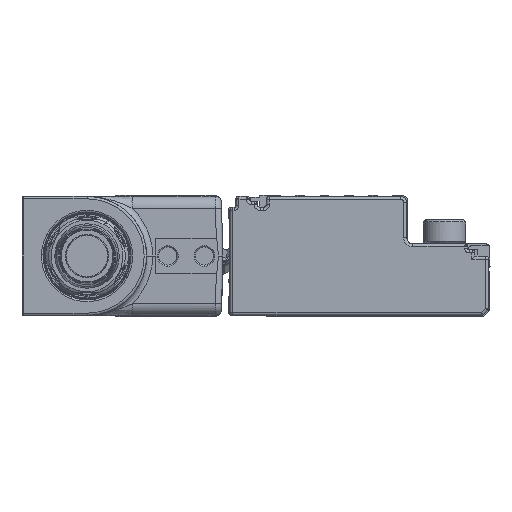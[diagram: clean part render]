
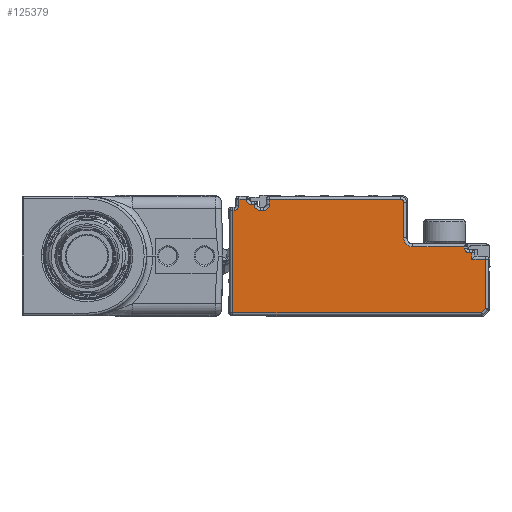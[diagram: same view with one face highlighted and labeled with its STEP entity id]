
A CAD part, left-side view. The second image highlights one B-rep face of the part: STEP entity #125379.
In plain terms, the highlighted planar face has unit normal (-1, 0, 0).
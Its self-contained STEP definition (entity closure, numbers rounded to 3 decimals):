
#123198=AXIS2_PLACEMENT_3D('Circle Axis2P3D',#123196,#123197,$) ;
#123269=AXIS2_PLACEMENT_3D('Circle Axis2P3D',#123267,#123268,$) ;
#123373=AXIS2_PLACEMENT_3D('Circle Axis2P3D',#123371,#123372,$) ;
#125273=AXIS2_PLACEMENT_3D('Plane Axis2P3D',#125270,#125271,#125272) ;
#125284=AXIS2_PLACEMENT_3D('Circle Axis2P3D',#125282,#125283,$) ;
#125305=AXIS2_PLACEMENT_3D('Circle Axis2P3D',#125303,#125304,$) ;
#125319=AXIS2_PLACEMENT_3D('Circle Axis2P3D',#125317,#125318,$) ;
#125338=AXIS2_PLACEMENT_3D('Circle Axis2P3D',#125336,#125337,$) ;
#122826=CARTESIAN_POINT('Vertex',(-228.,42.3,-7.3)) ;
#122849=CARTESIAN_POINT('Vertex',(-228.,1.407,-7.3)) ;
#122852=CARTESIAN_POINT('Line Origine',(-228.,23.168,-7.3)) ;
#122889=CARTESIAN_POINT('Vertex',(-228.,0.7,-6.593)) ;
#122892=CARTESIAN_POINT('Line Origine',(-228.,-1.246,-4.646)) ;
#123138=CARTESIAN_POINT('Line Origine',(-228.,21.5,11.3)) ;
#123142=CARTESIAN_POINT('Vertex',(-228.,40.1,11.3)) ;
#123144=CARTESIAN_POINT('Vertex',(-228.,41.3,11.3)) ;
#123196=CARTESIAN_POINT('Axis2P3D Location',(-228.,39.3,11.3)) ;
#123200=CARTESIAN_POINT('Vertex',(-228.,39.3,10.5)) ;
#123233=CARTESIAN_POINT('Vertex',(-228.,14.2,10.8)) ;
#123236=CARTESIAN_POINT('Line Origine',(-228.,14.2,2.)) ;
#123240=CARTESIAN_POINT('Vertex',(-228.,14.2,5.)) ;
#123267=CARTESIAN_POINT('Axis2P3D Location',(-228.,12.7,5.)) ;
#123271=CARTESIAN_POINT('Vertex',(-228.,12.7,3.5)) ;
#123299=CARTESIAN_POINT('Vertex',(-228.,4.2,3.5)) ;
#123307=CARTESIAN_POINT('Line Origine',(-228.,21.5,3.5)) ;
#123333=CARTESIAN_POINT('Line Origine',(-228.,4.2,2.)) ;
#123337=CARTESIAN_POINT('Vertex',(-228.,4.2,3.3)) ;
#123371=CARTESIAN_POINT('Axis2P3D Location',(-228.,3.4,3.3)) ;
#123375=CARTESIAN_POINT('Vertex',(-228.,3.4,2.5)) ;
#123403=CARTESIAN_POINT('Vertex',(-228.,3.,2.5)) ;
#123411=CARTESIAN_POINT('Line Origine',(-228.,21.5,2.5)) ;
#125227=CARTESIAN_POINT('Line Origine',(-228.,42.3,2.)) ;
#125231=CARTESIAN_POINT('Vertex',(-228.,42.3,9.5)) ;
#125255=CARTESIAN_POINT('Vertex',(-228.,0.7,1.5)) ;
#125258=CARTESIAN_POINT('Line Origine',(-228.,0.7,2.)) ;
#125270=CARTESIAN_POINT('Axis2P3D Location',(-228.,0.2,-7.8)) ;
#125275=CARTESIAN_POINT('Line Origine',(-228.,3.,2.)) ;
#125279=CARTESIAN_POINT('Vertex',(-228.,3.,1.5)) ;
#125282=CARTESIAN_POINT('Axis2P3D Location',(-228.,14.7,10.8)) ;
#125286=CARTESIAN_POINT('Vertex',(-228.,14.7,11.3)) ;
#125289=CARTESIAN_POINT('Line Origine',(-228.,25.5,11.3)) ;
#125293=CARTESIAN_POINT('Vertex',(-228.,36.3,11.3)) ;
#125296=CARTESIAN_POINT('Line Origine',(-228.,36.3,10.9)) ;
#125300=CARTESIAN_POINT('Vertex',(-228.,36.3,10.5)) ;
#125303=CARTESIAN_POINT('Axis2P3D Location',(-228.,37.3,10.5)) ;
#125307=CARTESIAN_POINT('Vertex',(-228.,37.3,9.5)) ;
#125310=CARTESIAN_POINT('Line Origine',(-228.,37.55,9.5)) ;
#125314=CARTESIAN_POINT('Vertex',(-228.,37.8,9.5)) ;
#125317=CARTESIAN_POINT('Axis2P3D Location',(-228.,37.8,10.5)) ;
#125321=CARTESIAN_POINT('Vertex',(-228.,38.8,10.5)) ;
#125324=CARTESIAN_POINT('Line Origine',(-228.,39.05,10.5)) ;
#125329=CARTESIAN_POINT('Line Origine',(-228.,41.3,10.8)) ;
#125333=CARTESIAN_POINT('Vertex',(-228.,41.3,10.3)) ;
#125336=CARTESIAN_POINT('Axis2P3D Location',(-228.,42.1,10.3)) ;
#125340=CARTESIAN_POINT('Vertex',(-228.,42.1,9.5)) ;
#125343=CARTESIAN_POINT('Line Origine',(-228.,42.2,9.5)) ;
#125348=CARTESIAN_POINT('Line Origine',(-228.,1.85,1.5)) ;
#122853=DIRECTION('Vector Direction',(0.,1.,0.)) ;
#122893=DIRECTION('Vector Direction',(0.,0.707,-0.707)) ;
#123139=DIRECTION('Vector Direction',(0.,-1.,0.)) ;
#123197=DIRECTION('Axis2P3D Direction',(1.,0.,0.)) ;
#123237=DIRECTION('Vector Direction',(0.,0.,-1.)) ;
#123268=DIRECTION('Axis2P3D Direction',(1.,0.,0.)) ;
#123308=DIRECTION('Vector Direction',(0.,-1.,0.)) ;
#123334=DIRECTION('Vector Direction',(0.,0.,1.)) ;
#123372=DIRECTION('Axis2P3D Direction',(1.,0.,0.)) ;
#123412=DIRECTION('Vector Direction',(0.,-1.,0.)) ;
#125228=DIRECTION('Vector Direction',(0.,0.,1.)) ;
#125259=DIRECTION('Vector Direction',(0.,0.,-1.)) ;
#125271=DIRECTION('Axis2P3D Direction',(-1.,0.,0.)) ;
#125272=DIRECTION('Axis2P3D XDirection',(0.,0.,1.)) ;
#125276=DIRECTION('Vector Direction',(0.,0.,1.)) ;
#125283=DIRECTION('Axis2P3D Direction',(-1.,0.,0.)) ;
#125290=DIRECTION('Vector Direction',(0.,1.,0.)) ;
#125297=DIRECTION('Vector Direction',(0.,0.,-1.)) ;
#125304=DIRECTION('Axis2P3D Direction',(-1.,0.,0.)) ;
#125311=DIRECTION('Vector Direction',(0.,1.,0.)) ;
#125318=DIRECTION('Axis2P3D Direction',(-1.,0.,0.)) ;
#125325=DIRECTION('Vector Direction',(0.,-1.,0.)) ;
#125330=DIRECTION('Vector Direction',(0.,0.,-1.)) ;
#125337=DIRECTION('Axis2P3D Direction',(-1.,0.,0.)) ;
#125344=DIRECTION('Vector Direction',(0.,1.,0.)) ;
#125349=DIRECTION('Vector Direction',(0.,1.,0.)) ;
#122854=VECTOR('Line Direction',#122853,1.) ;
#122894=VECTOR('Line Direction',#122893,1.) ;
#123140=VECTOR('Line Direction',#123139,1.) ;
#123238=VECTOR('Line Direction',#123237,1.) ;
#123309=VECTOR('Line Direction',#123308,1.) ;
#123335=VECTOR('Line Direction',#123334,1.) ;
#123413=VECTOR('Line Direction',#123412,1.) ;
#125229=VECTOR('Line Direction',#125228,1.) ;
#125260=VECTOR('Line Direction',#125259,1.) ;
#125277=VECTOR('Line Direction',#125276,1.) ;
#125291=VECTOR('Line Direction',#125290,1.) ;
#125298=VECTOR('Line Direction',#125297,1.) ;
#125312=VECTOR('Line Direction',#125311,1.) ;
#125326=VECTOR('Line Direction',#125325,1.) ;
#125331=VECTOR('Line Direction',#125330,1.) ;
#125345=VECTOR('Line Direction',#125344,1.) ;
#125350=VECTOR('Line Direction',#125349,1.) ;
#125354=ORIENTED_EDGE('',*,*,#125281,.T.) ;
#125355=ORIENTED_EDGE('',*,*,#123415,.T.) ;
#125356=ORIENTED_EDGE('',*,*,#123377,.T.) ;
#125357=ORIENTED_EDGE('',*,*,#123339,.T.) ;
#125358=ORIENTED_EDGE('',*,*,#123311,.T.) ;
#125359=ORIENTED_EDGE('',*,*,#123273,.T.) ;
#125360=ORIENTED_EDGE('',*,*,#123242,.T.) ;
#125361=ORIENTED_EDGE('',*,*,#125288,.T.) ;
#125362=ORIENTED_EDGE('',*,*,#125295,.T.) ;
#125363=ORIENTED_EDGE('',*,*,#125302,.T.) ;
#125364=ORIENTED_EDGE('',*,*,#125309,.T.) ;
#125365=ORIENTED_EDGE('',*,*,#125316,.T.) ;
#125366=ORIENTED_EDGE('',*,*,#125323,.T.) ;
#125367=ORIENTED_EDGE('',*,*,#125328,.T.) ;
#125368=ORIENTED_EDGE('',*,*,#123202,.T.) ;
#125369=ORIENTED_EDGE('',*,*,#123146,.T.) ;
#125370=ORIENTED_EDGE('',*,*,#125335,.T.) ;
#125371=ORIENTED_EDGE('',*,*,#125342,.T.) ;
#125372=ORIENTED_EDGE('',*,*,#125347,.T.) ;
#125373=ORIENTED_EDGE('',*,*,#125233,.T.) ;
#125374=ORIENTED_EDGE('',*,*,#122856,.T.) ;
#125375=ORIENTED_EDGE('',*,*,#122896,.T.) ;
#125376=ORIENTED_EDGE('',*,*,#125262,.T.) ;
#125377=ORIENTED_EDGE('',*,*,#125352,.T.) ;
#125379=ADVANCED_FACE('\X2\FF8AFF9FFF70FF82\X0\ \X2\FF8EFF9EFF83FF9EFF68FF70\X0\',(#125378),#125274,.T.) ;
#123199=CIRCLE('generated circle',#123198,0.8) ;
#123270=CIRCLE('generated circle',#123269,1.5) ;
#123374=CIRCLE('generated circle',#123373,0.8) ;
#125285=CIRCLE('generated circle',#125284,0.5) ;
#125306=CIRCLE('generated circle',#125305,1.) ;
#125320=CIRCLE('generated circle',#125319,1.) ;
#125339=CIRCLE('generated circle',#125338,0.8) ;
#122856=EDGE_CURVE('',#122827,#122850,#122855,.F.) ;
#122896=EDGE_CURVE('',#122850,#122890,#122895,.F.) ;
#123146=EDGE_CURVE('',#123143,#123145,#123141,.F.) ;
#123202=EDGE_CURVE('',#123201,#123143,#123199,.T.) ;
#123242=EDGE_CURVE('',#123241,#123234,#123239,.F.) ;
#123273=EDGE_CURVE('',#123272,#123241,#123270,.T.) ;
#123311=EDGE_CURVE('',#123300,#123272,#123310,.F.) ;
#123339=EDGE_CURVE('',#123338,#123300,#123336,.T.) ;
#123377=EDGE_CURVE('',#123376,#123338,#123374,.T.) ;
#123415=EDGE_CURVE('',#123404,#123376,#123414,.F.) ;
#125233=EDGE_CURVE('',#125232,#122827,#125230,.F.) ;
#125262=EDGE_CURVE('',#122890,#125256,#125261,.F.) ;
#125281=EDGE_CURVE('',#125280,#123404,#125278,.T.) ;
#125288=EDGE_CURVE('',#123234,#125287,#125285,.T.) ;
#125295=EDGE_CURVE('',#125287,#125294,#125292,.T.) ;
#125302=EDGE_CURVE('',#125294,#125301,#125299,.T.) ;
#125309=EDGE_CURVE('',#125301,#125308,#125306,.F.) ;
#125316=EDGE_CURVE('',#125308,#125315,#125313,.T.) ;
#125323=EDGE_CURVE('',#125315,#125322,#125320,.F.) ;
#125328=EDGE_CURVE('',#125322,#123201,#125327,.F.) ;
#125335=EDGE_CURVE('',#123145,#125334,#125332,.T.) ;
#125342=EDGE_CURVE('',#125334,#125341,#125339,.F.) ;
#125347=EDGE_CURVE('',#125341,#125232,#125346,.T.) ;
#125352=EDGE_CURVE('',#125256,#125280,#125351,.T.) ;
#125353=EDGE_LOOP('',(#125354,#125355,#125356,#125357,#125358,#125359,#125360,#125361,#125362,#125363,#125364,#125365,#125366,#125367,#125368,#125369,#125370,#125371,#125372,#125373,#125374,#125375,#125376,#125377)) ;
#125378=FACE_OUTER_BOUND('',#125353,.T.) ;
#122855=LINE('Line',#122852,#122854) ;
#122895=LINE('Line',#122892,#122894) ;
#123141=LINE('Line',#123138,#123140) ;
#123239=LINE('Line',#123236,#123238) ;
#123310=LINE('Line',#123307,#123309) ;
#123336=LINE('Line',#123333,#123335) ;
#123414=LINE('Line',#123411,#123413) ;
#125230=LINE('Line',#125227,#125229) ;
#125261=LINE('Line',#125258,#125260) ;
#125278=LINE('Line',#125275,#125277) ;
#125292=LINE('Line',#125289,#125291) ;
#125299=LINE('Line',#125296,#125298) ;
#125313=LINE('Line',#125310,#125312) ;
#125327=LINE('Line',#125324,#125326) ;
#125332=LINE('Line',#125329,#125331) ;
#125346=LINE('Line',#125343,#125345) ;
#125351=LINE('Line',#125348,#125350) ;
#125274=PLANE('',#125273) ;
#122827=VERTEX_POINT('',#122826) ;
#122850=VERTEX_POINT('',#122849) ;
#122890=VERTEX_POINT('',#122889) ;
#123143=VERTEX_POINT('',#123142) ;
#123145=VERTEX_POINT('',#123144) ;
#123201=VERTEX_POINT('',#123200) ;
#123234=VERTEX_POINT('',#123233) ;
#123241=VERTEX_POINT('',#123240) ;
#123272=VERTEX_POINT('',#123271) ;
#123300=VERTEX_POINT('',#123299) ;
#123338=VERTEX_POINT('',#123337) ;
#123376=VERTEX_POINT('',#123375) ;
#123404=VERTEX_POINT('',#123403) ;
#125232=VERTEX_POINT('',#125231) ;
#125256=VERTEX_POINT('',#125255) ;
#125280=VERTEX_POINT('',#125279) ;
#125287=VERTEX_POINT('',#125286) ;
#125294=VERTEX_POINT('',#125293) ;
#125301=VERTEX_POINT('',#125300) ;
#125308=VERTEX_POINT('',#125307) ;
#125315=VERTEX_POINT('',#125314) ;
#125322=VERTEX_POINT('',#125321) ;
#125334=VERTEX_POINT('',#125333) ;
#125341=VERTEX_POINT('',#125340) ;
